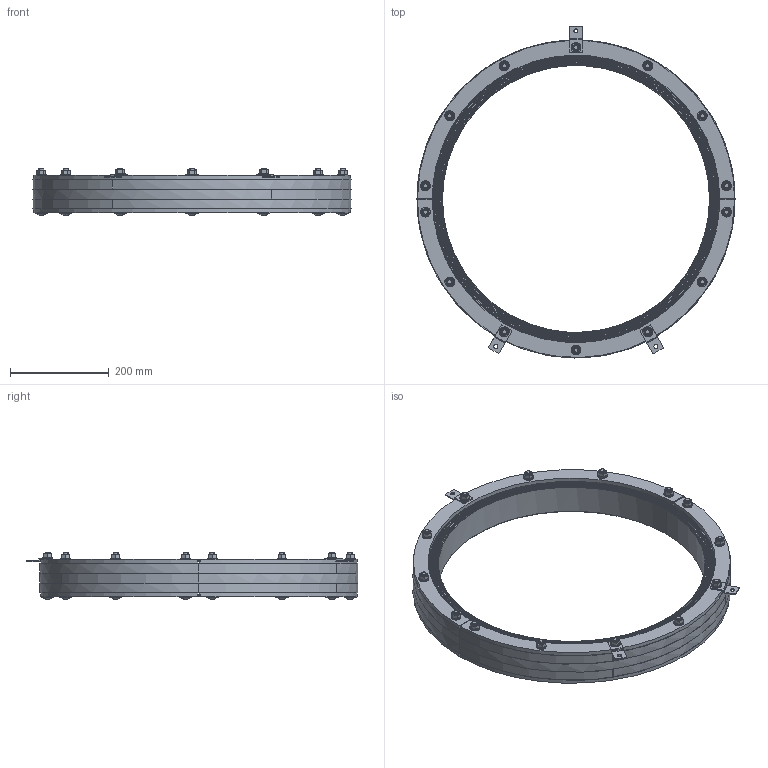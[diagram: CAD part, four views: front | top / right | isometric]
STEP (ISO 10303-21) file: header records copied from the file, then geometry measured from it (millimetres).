
FILE_DESCRIPTION((''),'2;1');
FILE_NAME('RS644.stp','2009-08-14T11:21:49',('JE BOHLIN'),('Roxtec International AB'),'Mechanical Desktop 2005','Mechanical Desktop 2005',', , ');
FILE_SCHEMA(('CONFIG_CONTROL_DESIGN'));
Length unit declared in the file: millimetre
Products named in the file (13): RS644; COMPL.HALF; FITTING; RUBBER; LARGERUBBER; SMALLRUBBER; BOLT; HEX NUT - ISO 4032 - M10; WASHER - ISO 7089 - 10 - 140 HV; CUP HEAD SQUARE NECK BOLT - DIN 603 - M10 X 90; BLUE MDM; BOLTS; LARGE
Assembly tree (42 placements, depth 4):
  RS644
    COMPL.HALF  x2
      FITTING
      RUBBER
        LARGERUBBER
        SMALLRUBBER
      BOLT
        HEX NUT - ISO 4032 - M10  x4
        WASHER - ISO 7089 - 10 - 140 HV  x4
        CUP HEAD SQUARE NECK BOLT - DIN 603 - M10 X 90  x7
      BLUE MDM
    BOLTS
      WASHER - ISO 7089 - 10 - 140 HV  x6
      HEX NUT - ISO 4032 - M10  x6
    LARGE  x3
Bounding box: 644 x 672.05 x 95.37 mm (x, y, z)
Surface area: 2953539.5 mm2 (no closed solid volume)
Topology: 0 solids, 0 shells, 1384 faces, 6910 edges, 6912 vertices
Faces by surface type: bspline 1384
Entity records: 11765 total; most frequent: CARTESIAN_POINT 7813, COMPOSITE_CURVE_SEGMENT 1234, QUASI_UNIFORM_CURVE 1068, PCURVE 518, OUTER_BOUNDARY_CURVE 243, CURVE_BOUNDED_SURFACE 243, QUASI_UNIFORM_SURFACE 107, DIRECTION 90
